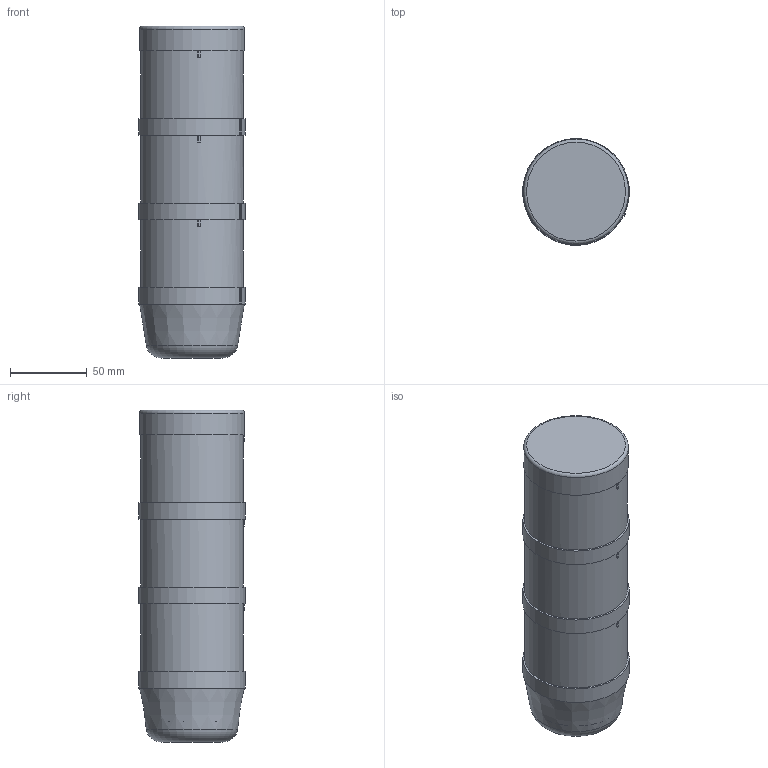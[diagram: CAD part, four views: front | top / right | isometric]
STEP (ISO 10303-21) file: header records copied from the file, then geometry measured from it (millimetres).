
FILE_DESCRIPTION((''),'2;1');
FILE_NAME('127410.stp','2019-09-30T16:24:23',('e.eickhoff'),(''),'Autodesk Inventor 2012','Autodesk Inventor 2012','');
FILE_SCHEMA(('AUTOMOTIVE_DESIGN { 1 0 10303 214 1 1 1 1 }'));
Length unit declared in the file: millimetre
Products named in the file (6): 127410; Deckel; Gelb; Grün; Grundmodule; Rot
Assembly tree (5 placements, depth 2):
  127410
    Deckel
    Gelb
    Grün
    Grundmodule
    Rot
Bounding box: 69.3 x 69.3 x 216.6 mm (x, y, z)
Volume: 180417.7 mm3; surface area: 144288.1 mm2
Topology: 5 solids, 5 shells, 94 faces, 174 edges, 115 vertices
Faces by surface type: plane 56, cylinder 33, torus 4, cone 1
Full cylindrical faces by diameter (mm): 15.6 x3, 17.9 x1, 19.6 x3, 20.9 x1, 22.563 x1, 26.5 x1, 28.5 x1, 60.2 x1, 61.5 x3, 63.2 x1, 63.5 x6, 63.7 x1, 63.9 x3, 67 x3, 68.5 x1
Entity records: 2403 total; most frequent: DIRECTION 420, CARTESIAN_POINT 351, ORIENTED_EDGE 270, AXIS2_PLACEMENT_3D 180, EDGE_LOOP 162, EDGE_CURVE 135, VERTEX_POINT 111, FACE_OUTER_BOUND 94
